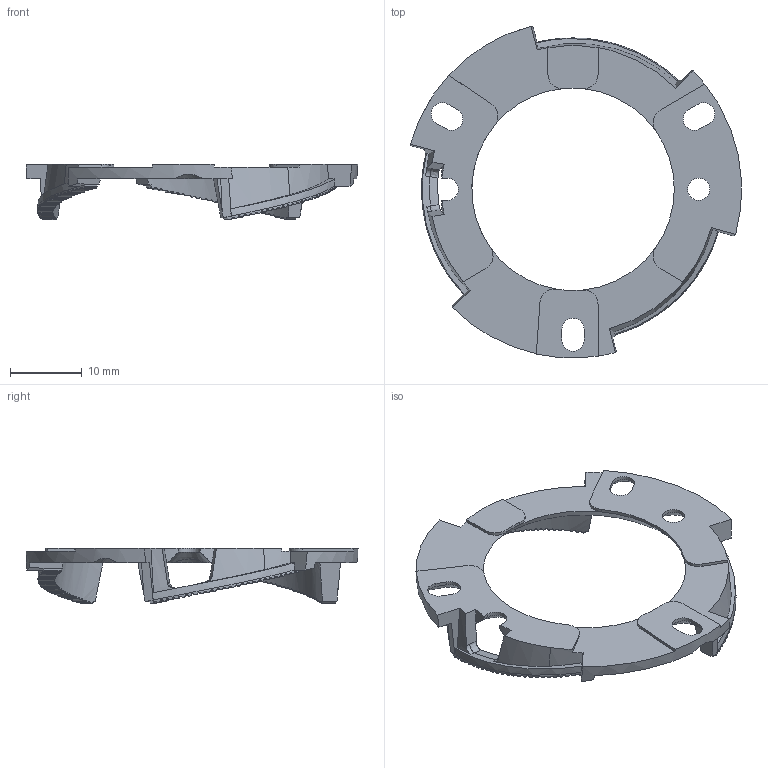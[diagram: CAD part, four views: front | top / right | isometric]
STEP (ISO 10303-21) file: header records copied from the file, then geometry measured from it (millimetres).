
FILE_DESCRIPTION(('STEP AP214'),'1');
FILE_NAME('LLH79ZB1 - Bender & Wirth.stp','2018-03-02T13:43:19',(' '),(' '),'Spatial InterOp 3D',' ',' ');
FILE_SCHEMA(('AUTOMOTIVE_DESIGN { 1 0 10303 214 1 1 1 1 }'));
Length unit declared in the file: millimetre
Products named in the file (1): LLH79ZB1 - Bender & Wirth
Bounding box: 46.12 x 46.23 x 7.68 mm (x, y, z)
Volume: 1756.3 mm3; surface area: 2713.4 mm2
Topology: 1 solids, 1 shells, 474 faces, 1373 edges, 893 vertices
Faces by surface type: plane 206, cylinder 173, bspline 75, cone 20
Full cylindrical faces by diameter (mm): 3.1 x1
Entity records: 24455 total; most frequent: CARTESIAN_POINT 9454, ORIENTED_EDGE 2736, DIRECTION 1833, EDGE_CURVE 1368, VERTEX_POINT 891, AXIS2_PLACEMENT_3D 707, B_SPLINE_CURVE_WITH_KNOTS 642, EDGE_LOOP 481
